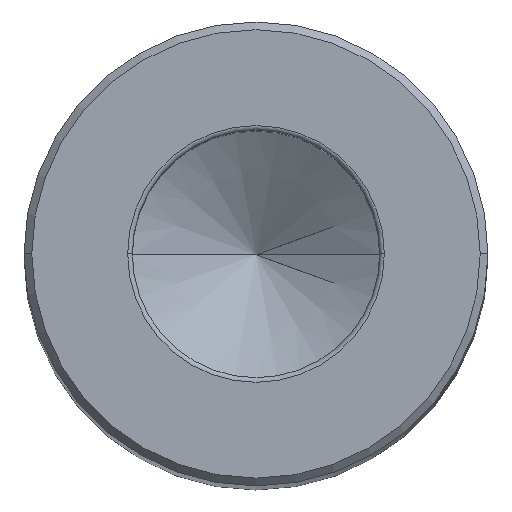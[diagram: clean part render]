
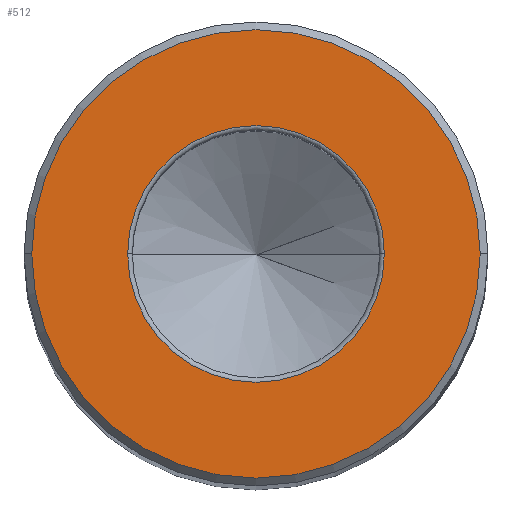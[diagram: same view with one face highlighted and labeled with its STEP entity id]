
A CAD part, top view. The second image highlights one B-rep face of the part: STEP entity #512.
In plain terms, the highlighted planar face has unit normal (0, 0, 1).
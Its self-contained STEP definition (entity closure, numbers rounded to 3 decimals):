
#6 = CIRCLE ( 'NONE', #385, 14.5 ) ;
#10 = CARTESIAN_POINT ( 'NONE',  ( 0., 0., 0. ) ) ;
#16 = CIRCLE ( 'NONE', #310, 8.3 ) ;
#55 = DIRECTION ( 'NONE',  ( 0., 0., 1. ) ) ;
#66 = ORIENTED_EDGE ( 'NONE', *, *, #572, .T. ) ;
#67 = DIRECTION ( 'NONE',  ( 0., 0., -1. ) ) ;
#83 = CIRCLE ( 'NONE', #93, 14.5 ) ;
#93 = AXIS2_PLACEMENT_3D ( 'NONE', #10, #55, #108 ) ;
#108 = DIRECTION ( 'NONE',  ( 1., 0., 0. ) ) ;
#117 = ORIENTED_EDGE ( 'NONE', *, *, #396, .T. ) ;
#147 = DIRECTION ( 'NONE',  ( 0., 0., -1. ) ) ;
#155 = EDGE_CURVE ( 'NONE', #226, #195, #16, .T. ) ;
#190 = PLANE ( 'NONE',  #607 ) ;
#195 = VERTEX_POINT ( 'NONE', #398 ) ;
#210 = DIRECTION ( 'NONE',  ( 0., 0., 1. ) ) ;
#226 = VERTEX_POINT ( 'NONE', #328 ) ;
#241 = CARTESIAN_POINT ( 'NONE',  ( 14.5, 0., 0. ) ) ;
#248 = FACE_BOUND ( 'NONE', #290, .T. ) ;
#285 = CARTESIAN_POINT ( 'NONE',  ( -14.5, 0., 0. ) ) ;
#290 = EDGE_LOOP ( 'NONE', ( #117, #355 ) ) ;
#295 = EDGE_LOOP ( 'NONE', ( #66, #616 ) ) ;
#310 = AXIS2_PLACEMENT_3D ( 'NONE', #498, #67, #492 ) ;
#328 = CARTESIAN_POINT ( 'NONE',  ( -8.3, 0., 0. ) ) ;
#336 = DIRECTION ( 'NONE',  ( 0., 0., 1. ) ) ;
#355 = ORIENTED_EDGE ( 'NONE', *, *, #155, .T. ) ;
#364 = VERTEX_POINT ( 'NONE', #285 ) ;
#384 = DIRECTION ( 'NONE',  ( 1., 0., 0. ) ) ;
#385 = AXIS2_PLACEMENT_3D ( 'NONE', #402, #210, #556 ) ;
#396 = EDGE_CURVE ( 'NONE', #195, #226, #502, .T. ) ;
#398 = CARTESIAN_POINT ( 'NONE',  ( 8.3, 0., 0. ) ) ;
#402 = CARTESIAN_POINT ( 'NONE',  ( 0., 0., 0. ) ) ;
#432 = FACE_OUTER_BOUND ( 'NONE', #295, .T. ) ;
#492 = DIRECTION ( 'NONE',  ( 1., 0., 0. ) ) ;
#498 = CARTESIAN_POINT ( 'NONE',  ( 0., 0., 0. ) ) ;
#502 = CIRCLE ( 'NONE', #593, 8.3 ) ;
#511 = VERTEX_POINT ( 'NONE', #241 ) ;
#512 = ADVANCED_FACE ( 'NONE', ( #248, #432 ), #190, .T. ) ;
#533 = DIRECTION ( 'NONE',  ( 1., 0., 0. ) ) ;
#556 = DIRECTION ( 'NONE',  ( 1., 0., 0. ) ) ;
#572 = EDGE_CURVE ( 'NONE', #364, #511, #6, .T. ) ;
#593 = AXIS2_PLACEMENT_3D ( 'NONE', #629, #147, #384 ) ;
#607 = AXIS2_PLACEMENT_3D ( 'NONE', #633, #336, #533 ) ;
#616 = ORIENTED_EDGE ( 'NONE', *, *, #636, .T. ) ;
#629 = CARTESIAN_POINT ( 'NONE',  ( 0., 0., 0. ) ) ;
#633 = CARTESIAN_POINT ( 'NONE',  ( 0., 0., 0. ) ) ;
#636 = EDGE_CURVE ( 'NONE', #511, #364, #83, .T. ) ;
